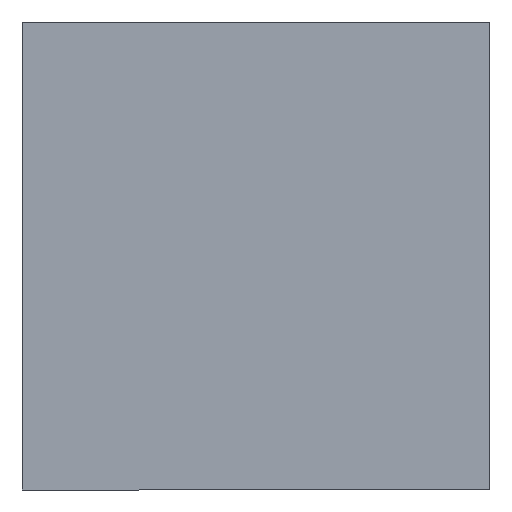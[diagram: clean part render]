
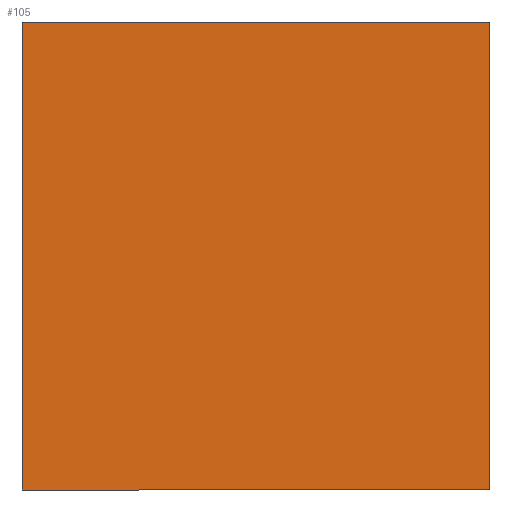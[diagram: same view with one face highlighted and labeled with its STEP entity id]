
A CAD part, left-side view. The second image highlights one B-rep face of the part: STEP entity #105.
In plain terms, the highlighted face is planar.
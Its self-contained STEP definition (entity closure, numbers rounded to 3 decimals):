
#105 = ADVANCED_FACE( '', ( #177 ), #178, .T. );
#177 = FACE_OUTER_BOUND( '', #227, .T. );
#178 = PLANE( '', #228 );
#227 = EDGE_LOOP( '', ( #310, #311, #312, #313 ) );
#228 = AXIS2_PLACEMENT_3D( '', #314, #315, #316 );
#310 = ORIENTED_EDGE( '', *, *, #362, .T. );
#311 = ORIENTED_EDGE( '', *, *, #366, .T. );
#312 = ORIENTED_EDGE( '', *, *, #335, .T. );
#313 = ORIENTED_EDGE( '', *, *, #349, .T. );
#314 = CARTESIAN_POINT( '', ( 0., 0., -0.375 ) );
#315 = DIRECTION( '', ( 0., 0., -1. ) );
#316 = DIRECTION( '', ( -1., 0., 0. ) );
#335 = EDGE_CURVE( '', #371, #372, #373, .T. );
#349 = EDGE_CURVE( '', #372, #395, #396, .T. );
#362 = EDGE_CURVE( '', #395, #412, #413, .T. );
#366 = EDGE_CURVE( '', #412, #371, #418, .T. );
#371 = VERTEX_POINT( '', #423 );
#372 = VERTEX_POINT( '', #424 );
#373 = LINE( '', #425, #426 );
#395 = VERTEX_POINT( '', #458 );
#396 = LINE( '', #459, #460 );
#412 = VERTEX_POINT( '', #483 );
#413 = LINE( '', #484, #485 );
#418 = LINE( '', #492, #493 );
#423 = CARTESIAN_POINT( '', ( -1.25, -1.25, -0.375 ) );
#424 = CARTESIAN_POINT( '', ( -1.25, 1.25, -0.375 ) );
#425 = CARTESIAN_POINT( '', ( -1.25, -1.25, -0.375 ) );
#426 = VECTOR( '', #498, 1000. );
#458 = CARTESIAN_POINT( '', ( 1.25, 1.25, -0.375 ) );
#459 = CARTESIAN_POINT( '', ( -1.25, 1.25, -0.375 ) );
#460 = VECTOR( '', #509, 1000. );
#483 = CARTESIAN_POINT( '', ( 1.25, -1.25, -0.375 ) );
#484 = CARTESIAN_POINT( '', ( 1.25, 1.25, -0.375 ) );
#485 = VECTOR( '', #517, 1000. );
#492 = CARTESIAN_POINT( '', ( 1.25, -1.25, -0.375 ) );
#493 = VECTOR( '', #520, 1000. );
#498 = DIRECTION( '', ( 0., 1., 0. ) );
#509 = DIRECTION( '', ( 1., 0., 0. ) );
#517 = DIRECTION( '', ( 0., -1., 0. ) );
#520 = DIRECTION( '', ( -1., 0., 0. ) );
